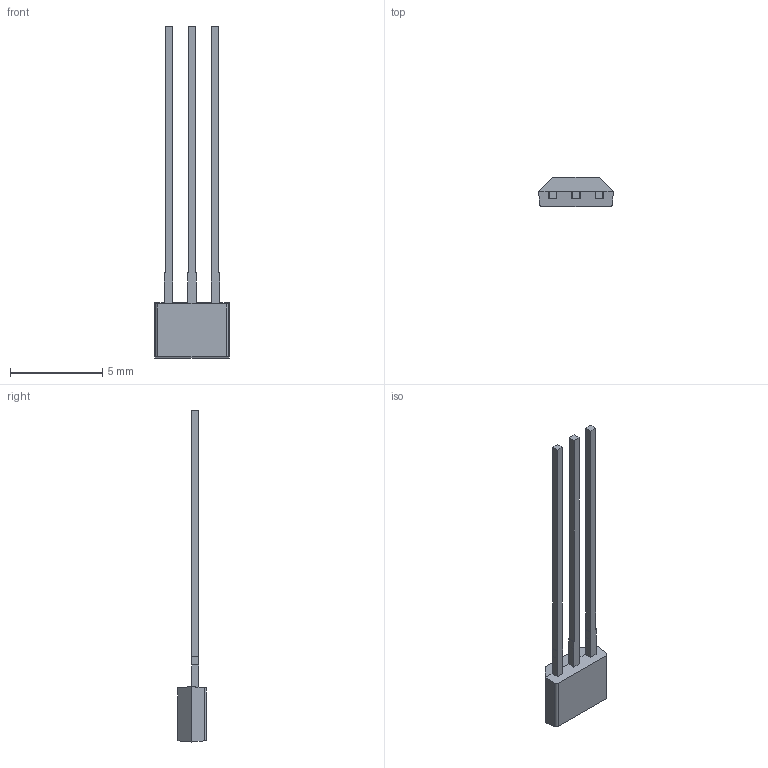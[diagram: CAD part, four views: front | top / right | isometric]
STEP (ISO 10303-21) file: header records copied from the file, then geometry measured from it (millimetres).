
FILE_DESCRIPTION((''),'2;1');
FILE_NAME('SS4_SHRINKWRAP','2014-03-12T',('e709157'),(''),'PRO/ENGINEER BY PARAMETRIC TECHNOLOGY CORPORATION, 2013040','PRO/ENGINEER BY PARAMETRIC TECHNOLOGY CORPORATION, 2013040','');
FILE_SCHEMA(('CONFIG_CONTROL_DESIGN'));
Length unit declared in the file: millimetre
Products named in the file (1): SS4_SHRINKWRAP
Bounding box: 4.06 x 1.57 x 17.99 mm (x, y, z)
Volume: 23.5 mm3; surface area: 110.1 mm2
Topology: 1 solids, 1 shells, 47 faces, 125 edges, 80 vertices
Faces by surface type: plane 43, cylinder 4
Entity records: 1475 total; most frequent: CARTESIAN_POINT 286, ORIENTED_EDGE 250, DIRECTION 211, EDGE_CURVE 125, VECTOR 117, LINE 117, VERTEX_POINT 80, AXIS2_PLACEMENT_3D 47
